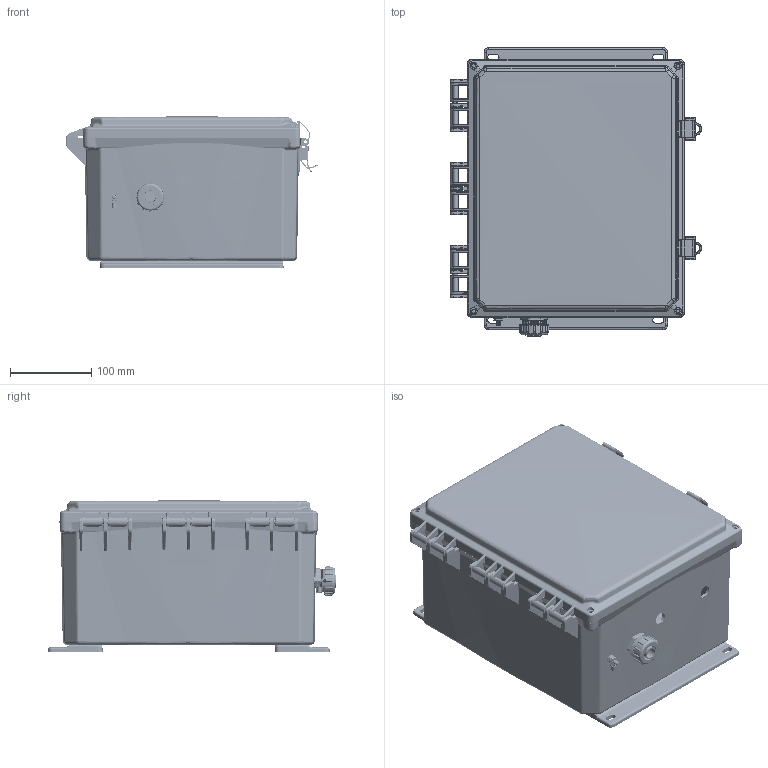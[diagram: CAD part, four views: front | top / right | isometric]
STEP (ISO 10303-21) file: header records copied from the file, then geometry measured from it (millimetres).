
FILE_DESCRIPTION (( 'STEP AP214' ), '1' );
FILE_NAME ('TEBWPC121006-01_3D.STEP', '2021-09-30T20:51:21', ( '' ), ( '' ), 'SwSTEP 2.0', 'SolidWorks 2021', '' );
FILE_SCHEMA (( 'AUTOMOTIVE_DESIGN' ));
Length unit declared in the file: inch
Products named in the file (15): 1BE04-074; XC-0003_.06 panel; NBPC121006_box; XFN-0003; XFS-0017; XCT-0005; XFS-0026; NBPC121006_lid; NBPC121006_latch; NBPC121006_10in. mtg flange; TEBWPC121006-01_3D; XCT-0010; 10-32 NEMA PLATE SCREW; GroundWire_NBPC121006-01; XFW-0002
Assembly tree (25 placements, depth 2):
  TEBWPC121006-01_3D
    NBPC121006_box
    NBPC121006_latch  x2
    NBPC121006_lid
    NBPC121006_10in. mtg flange  x2
    1BE04-074
    XFW-0002  x5
    10-32 NEMA PLATE SCREW  x4
    XFS-0026
    XCT-0010  x2
    XFS-0017
    XFN-0003  x2
    XCT-0005
    XC-0003_.06 panel
    GroundWire_NBPC121006-01
Bounding box: 309.86 x 355.99 x 186.69 mm (x, y, z)
Volume: 1819661 mm3; surface area: 1032748.5 mm2
Topology: 29 solids, 31 shells, 4715 faces, 11796 edges, 6987 vertices
Faces by surface type: cylinder 1721, plane 1359, bspline 1236, cone 321, torus 78
Full cylindrical faces by diameter (mm): 1.025 x1, 1.255 x1, 2.845 x23, 3.302 x12, 3.607 x1, 3.81 x1, 4.064 x8, 4.496 x4, 5.004 x1, 5.182 x1, 5.639 x1, 6.147 x6, 6.35 x4, 6.858 x1, 7.62 x3, 9.22 x1, 9.296 x4, 9.525 x5, 10.414 x2, 13.538 x2, 14.315 x1, 16.281 x1, 18.491 x1, 19.406 x2, 20.345 x2, 21.215 x1, 22.606 x1, 25.4 x1, 29.693 x1, 33.274 x1
Entity records: 168515 total; most frequent: CARTESIAN_POINT 93597, ORIENTED_EDGE 16608, DIRECTION 11313, EDGE_CURVE 8304, VERTEX_POINT 5144, AXIS2_PLACEMENT_3D 4086, EDGE_LOOP 4022, FACE_OUTER_BOUND 3654
